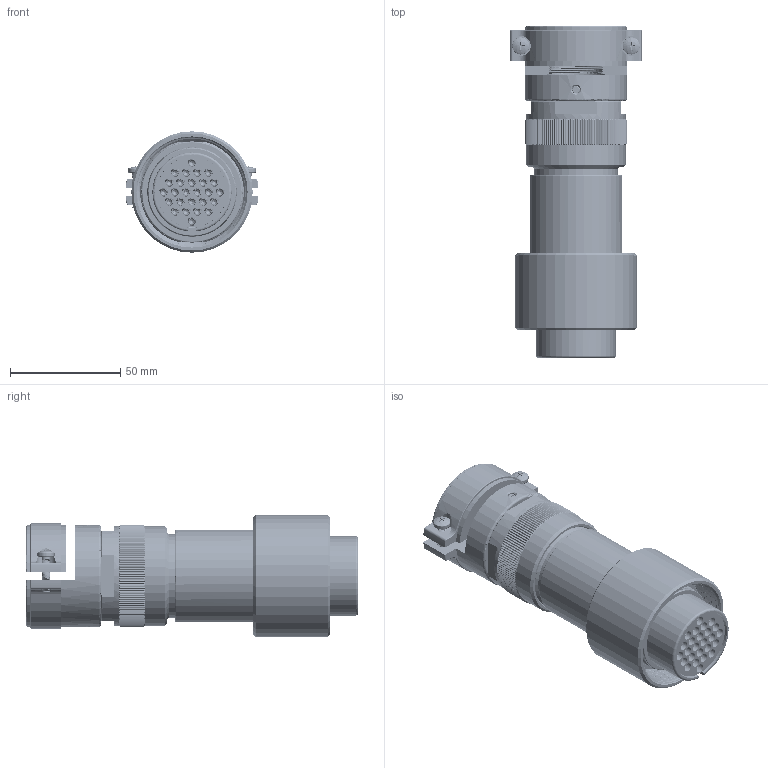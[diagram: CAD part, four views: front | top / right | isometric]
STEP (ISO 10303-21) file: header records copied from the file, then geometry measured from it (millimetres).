
FILE_DESCRIPTION((''),'2;1');
FILE_NAME('HYT4126S01E1D24-GF-3__SW0001','2017-08-03T',('tc.chen'),(''),'PRO/ENGINEER BY PARAMETRIC TECHNOLOGY CORPORATION, 2012480','PRO/ENGINEER BY PARAMETRIC TECHNOLOGY CORPORATION, 2012480','');
FILE_SCHEMA(('AUTOMOTIVE_DESIGN { 1 0 10303 214 1 1 1 1 }'));
Length unit declared in the file: millimetre
Products named in the file (1): HYT4126S01E1D24-GF-3__SW0001
Bounding box: 60.08 x 150.3 x 55 mm (x, y, z)
Volume: 152721.8 mm3; surface area: 101880.5 mm2
Topology: 1 solids, 1 shells, 4679 faces, 13354 edges, 8768 vertices
Faces by surface type: plane 1977, cylinder 1329, cone 811, torus 331, bspline 199, extrusion 24, sphere 8
Entity records: 225498 total; most frequent: CARTESIAN_POINT 74205, ORIENTED_EDGE 26468, DIRECTION 23784, EDGE_CURVE 13234, AXIS2_PLACEMENT_3D 9444, VERTEX_POINT 8768, EDGE_LOOP 5104, CIRCLE 4988
